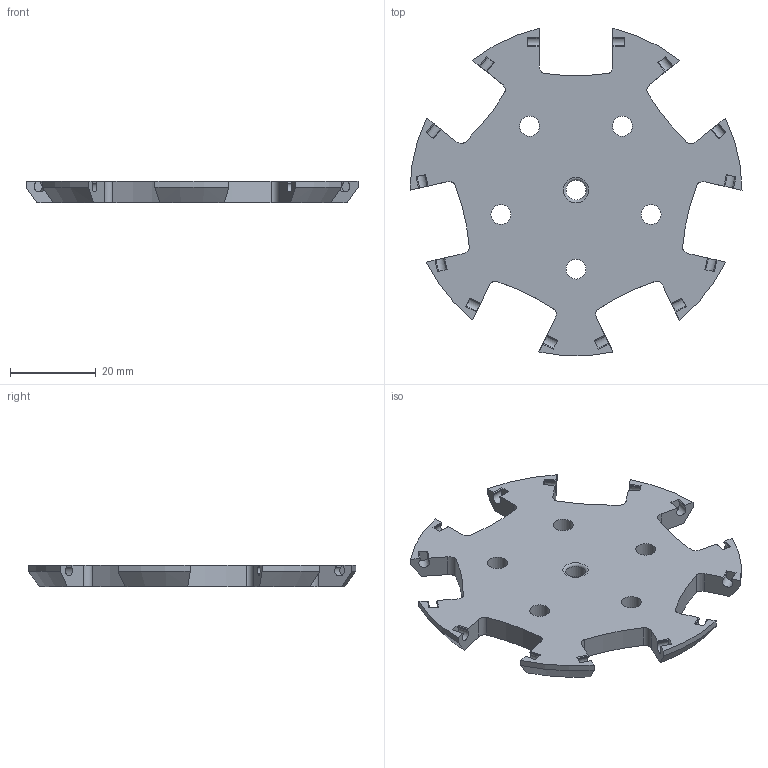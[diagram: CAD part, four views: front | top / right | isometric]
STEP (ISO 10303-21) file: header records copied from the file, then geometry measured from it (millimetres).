
FILE_DESCRIPTION(/* description */ (''),/* implementation_level */ '2;1');
FILE_NAME(/* name */ 'Front-Core (updated tolerances).step',/* time_stamp */ '2024-06-27T20:42:59-05:00',/* author */ (''),/* organization */ (''),/* preprocessor_version */ 'ST-DEVELOPER v20',/* originating_system */ 'Autodesk Translation Framework v13.14.0.145',/* authorisation */ '');
FILE_SCHEMA (('AUTOMOTIVE_DESIGN { 1 0 10303 214 3 1 1 }'));
Length unit declared in the file: inch
Products named in the file (1): 3.25" Omni [4" Roller V4]_Front-Core (updated tolerances) v10
Bounding box: 77.47 x 76.4 x 5.08 mm (x, y, z)
Volume: 15687.6 mm3; surface area: 8730.3 mm2
Topology: 1 solids, 1 shells, 144 faces, 422 edges, 281 vertices
Faces by surface type: cylinder 63, plane 59, bspline 14, cone 7, torus 1
Full cylindrical faces by diameter (mm): 4.648 x6, 5.918 x1
Entity records: 5236 total; most frequent: CARTESIAN_POINT 1394, ORIENTED_EDGE 844, DIRECTION 777, EDGE_CURVE 422, VERTEX_POINT 281, AXIS2_PLACEMENT_3D 266, LINE 245, VECTOR 245
